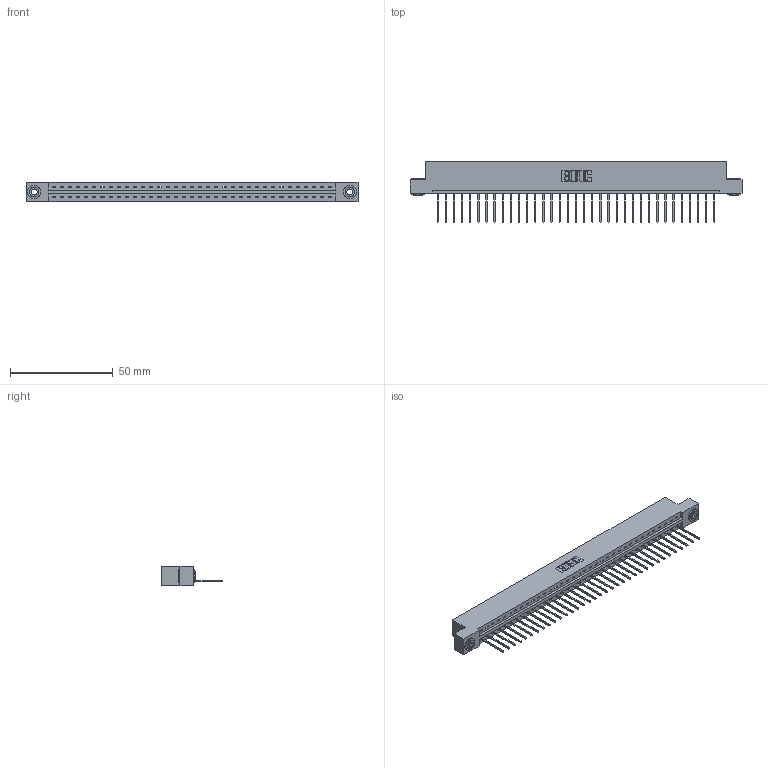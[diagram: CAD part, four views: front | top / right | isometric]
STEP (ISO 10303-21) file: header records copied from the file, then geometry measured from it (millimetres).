
FILE_DESCRIPTION (( 'STEP AP203' ), '1' );
FILE_NAME ('387-035-540-103.STEP', '2018-09-18T22:20:29', ( '' ), ( '' ), 'SwSTEP 2.0', 'SolidWorks 2016', '' );
FILE_SCHEMA (( 'CONFIG_CONTROL_DESIGN' ));
Length unit declared in the file: inch
Products named in the file (4): 337 Part_Flush Mounting Lugs - 0.156 Dia-TH; 345-292-001_345-293-140; 345-250-002_345-250-002-102; 387-035-540-103
Assembly tree (38 placements, depth 2):
  387-035-540-103
    337 Part_Flush Mounting Lugs - 0.156 Dia-TH
    345-292-001_345-293-140  x35
    345-250-002_345-250-002-102  x2
Bounding box: 161.7 x 29.47 x 9.4 mm (x, y, z)
Volume: 16784.8 mm3; surface area: 17890.2 mm2
Topology: 38 solids, 38 shells, 2322 faces, 6967 edges, 4594 vertices
Faces by surface type: plane 1690, cylinder 624, cone 8
Entity records: 27590 total; most frequent: CARTESIAN_POINT 4782, ORIENTED_EDGE 4746, DIRECTION 4073, EDGE_CURVE 2373, LINE 2221, VECTOR 2221, VERTEX_POINT 1578, AXIS2_PLACEMENT_3D 926
